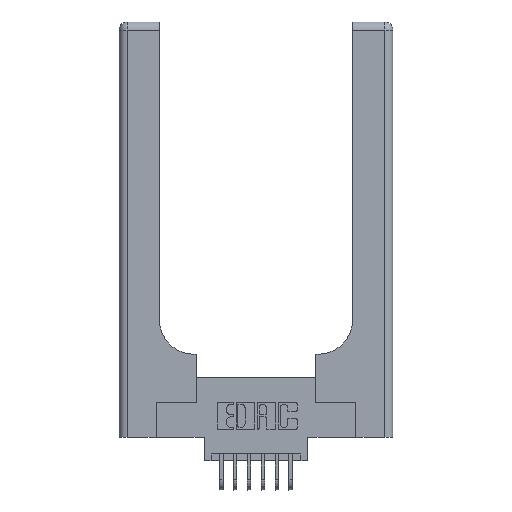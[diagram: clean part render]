
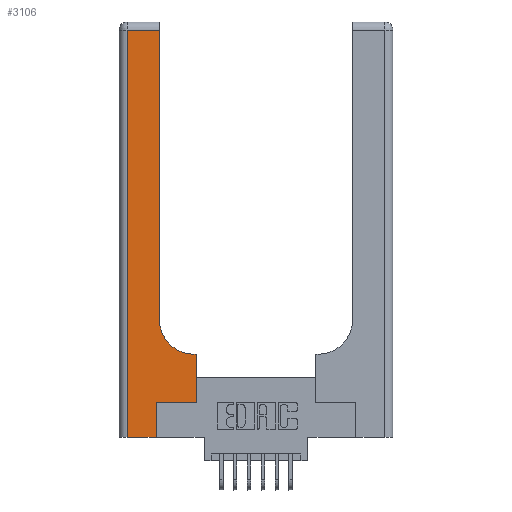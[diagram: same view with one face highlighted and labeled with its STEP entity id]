
A CAD part, top view. The second image highlights one B-rep face of the part: STEP entity #3106.
In plain terms, the highlighted planar face has unit normal (0, 0, 1).
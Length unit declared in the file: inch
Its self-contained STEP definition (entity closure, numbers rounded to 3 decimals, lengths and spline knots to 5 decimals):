
#332 = CARTESIAN_POINT ( 'NONE',  ( 0.5415, 0.6, 0.37 ) ) ;
#463 = CARTESIAN_POINT ( 'NONE',  ( 0.5585, 0.25, 0.37 ) ) ;
#535 = CARTESIAN_POINT ( 'NONE',  ( 0.2915, 0.6, 0.37 ) ) ;
#600 = CARTESIAN_POINT ( 'NONE',  ( 0.06, 3., 0.37 ) ) ;
#801 = EDGE_CURVE ( 'NONE', #2451, #6378, #8163, .T. ) ;
#833 = VECTOR ( 'NONE', #9659, 39.37008 ) ;
#845 = EDGE_CURVE ( 'NONE', #9644, #1516, #11066, .T. ) ;
#873 = EDGE_CURVE ( 'NONE', #9960, #9877, #7375, .T. ) ;
#1202 = DIRECTION ( 'NONE',  ( 0., 0., -1. ) ) ;
#1252 = ORIENTED_EDGE ( 'NONE', *, *, #873, .T. ) ;
#1325 = CARTESIAN_POINT ( 'NONE',  ( 0.5415, 0.85, 0.37 ) ) ;
#1516 = VERTEX_POINT ( 'NONE', #15942 ) ;
#2372 = EDGE_CURVE ( 'NONE', #1516, #9960, #5421, .T. ) ;
#2423 = CARTESIAN_POINT ( 'NONE',  ( 0.2915, 0.85, 0.37 ) ) ;
#2451 = VERTEX_POINT ( 'NONE', #12173 ) ;
#2708 = DIRECTION ( 'NONE',  ( 1., 0., 0. ) ) ;
#3106 = ADVANCED_FACE ( 'NONE', ( #10909 ), #9377, .F. ) ;
#3576 = VECTOR ( 'NONE', #9416, 39.37008 ) ;
#3762 = CARTESIAN_POINT ( 'NONE',  ( 0., 3., 0.37 ) ) ;
#3834 = CARTESIAN_POINT ( 'NONE',  ( 0.2915, 2.94, 0.37 ) ) ;
#3928 = EDGE_CURVE ( 'NONE', #9877, #2451, #10301, .T. ) ;
#4510 = DIRECTION ( 'NONE',  ( 0., 1., 0. ) ) ;
#5219 = DIRECTION ( 'NONE',  ( 0., 1., 0. ) ) ;
#5421 = LINE ( 'NONE', #600, #8341 ) ;
#5634 = CARTESIAN_POINT ( 'NONE',  ( 0.269, 0., 0.37 ) ) ;
#5921 = CARTESIAN_POINT ( 'NONE',  ( 0., 2.94, 0.37 ) ) ;
#6164 = VECTOR ( 'NONE', #4510, 39.37008 ) ;
#6378 = VERTEX_POINT ( 'NONE', #11237 ) ;
#6638 = VECTOR ( 'NONE', #5219, 39.37008 ) ;
#7137 = EDGE_CURVE ( 'NONE', #6378, #15770, #9464, .T. ) ;
#7234 = EDGE_LOOP ( 'NONE', ( #14951, #16339, #11608, #1252, #13740, #16222, #7235, #7436, #10368 ) ) ;
#7235 = ORIENTED_EDGE ( 'NONE', *, *, #7137, .T. ) ;
#7375 = LINE ( 'NONE', #9379, #3576 ) ;
#7436 = ORIENTED_EDGE ( 'NONE', *, *, #9948, .T. ) ;
#7758 = DIRECTION ( 'NONE',  ( 0., 1., 0. ) ) ;
#8163 = LINE ( 'NONE', #8863, #14804 ) ;
#8341 = VECTOR ( 'NONE', #13491, 39.37008 ) ;
#8382 = CIRCLE ( 'NONE', #12989, 0.25 ) ;
#8579 = EDGE_CURVE ( 'NONE', #15468, #9644, #9423, .T. ) ;
#8831 = AXIS2_PLACEMENT_3D ( 'NONE', #3762, #1202, #16490 ) ;
#8863 = CARTESIAN_POINT ( 'NONE',  ( 0.269, 0.25, 0.37 ) ) ;
#8897 = DIRECTION ( 'NONE',  ( 1., 0., 0. ) ) ;
#9377 = PLANE ( 'NONE',  #8831 ) ;
#9379 = CARTESIAN_POINT ( 'NONE',  ( 0., 0., 0.37 ) ) ;
#9416 = DIRECTION ( 'NONE',  ( 1., 0., 0. ) ) ;
#9423 = LINE ( 'NONE', #11512, #15672 ) ;
#9464 = LINE ( 'NONE', #463, #6164 ) ;
#9644 = VERTEX_POINT ( 'NONE', #3834 ) ;
#9659 = DIRECTION ( 'NONE',  ( -1., 0., 0. ) ) ;
#9667 = VECTOR ( 'NONE', #10808, 39.37008 ) ;
#9877 = VERTEX_POINT ( 'NONE', #10653 ) ;
#9948 = EDGE_CURVE ( 'NONE', #15770, #12863, #14657, .T. ) ;
#9960 = VERTEX_POINT ( 'NONE', #13352 ) ;
#10294 = DIRECTION ( 'NONE',  ( 0., 0., -1. ) ) ;
#10301 = LINE ( 'NONE', #5634, #6638 ) ;
#10368 = ORIENTED_EDGE ( 'NONE', *, *, #14453, .T. ) ;
#10653 = CARTESIAN_POINT ( 'NONE',  ( 0.269, 0., 0.37 ) ) ;
#10808 = DIRECTION ( 'NONE',  ( -1., 0., 0. ) ) ;
#10909 = FACE_OUTER_BOUND ( 'NONE', #7234, .T. ) ;
#11066 = LINE ( 'NONE', #5921, #833 ) ;
#11237 = CARTESIAN_POINT ( 'NONE',  ( 0.5585, 0.25, 0.37 ) ) ;
#11512 = CARTESIAN_POINT ( 'NONE',  ( 0.2915, 3., 0.37 ) ) ;
#11608 = ORIENTED_EDGE ( 'NONE', *, *, #2372, .T. ) ;
#12173 = CARTESIAN_POINT ( 'NONE',  ( 0.269, 0.25, 0.37 ) ) ;
#12863 = VERTEX_POINT ( 'NONE', #332 ) ;
#12989 = AXIS2_PLACEMENT_3D ( 'NONE', #1325, #10294, #2708 ) ;
#13163 = CARTESIAN_POINT ( 'NONE',  ( 0.5585, 0.6, 0.37 ) ) ;
#13352 = CARTESIAN_POINT ( 'NONE',  ( 0.06, 0., 0.37 ) ) ;
#13491 = DIRECTION ( 'NONE',  ( 0., -1., 0. ) ) ;
#13740 = ORIENTED_EDGE ( 'NONE', *, *, #3928, .T. ) ;
#14453 = EDGE_CURVE ( 'NONE', #12863, #15468, #8382, .T. ) ;
#14657 = LINE ( 'NONE', #535, #9667 ) ;
#14804 = VECTOR ( 'NONE', #8897, 39.37008 ) ;
#14951 = ORIENTED_EDGE ( 'NONE', *, *, #8579, .T. ) ;
#15468 = VERTEX_POINT ( 'NONE', #2423 ) ;
#15672 = VECTOR ( 'NONE', #7758, 39.37008 ) ;
#15770 = VERTEX_POINT ( 'NONE', #13163 ) ;
#15942 = CARTESIAN_POINT ( 'NONE',  ( 0.06, 2.94, 0.37 ) ) ;
#16222 = ORIENTED_EDGE ( 'NONE', *, *, #801, .T. ) ;
#16339 = ORIENTED_EDGE ( 'NONE', *, *, #845, .T. ) ;
#16490 = DIRECTION ( 'NONE',  ( -1., 0., 0. ) ) ;
